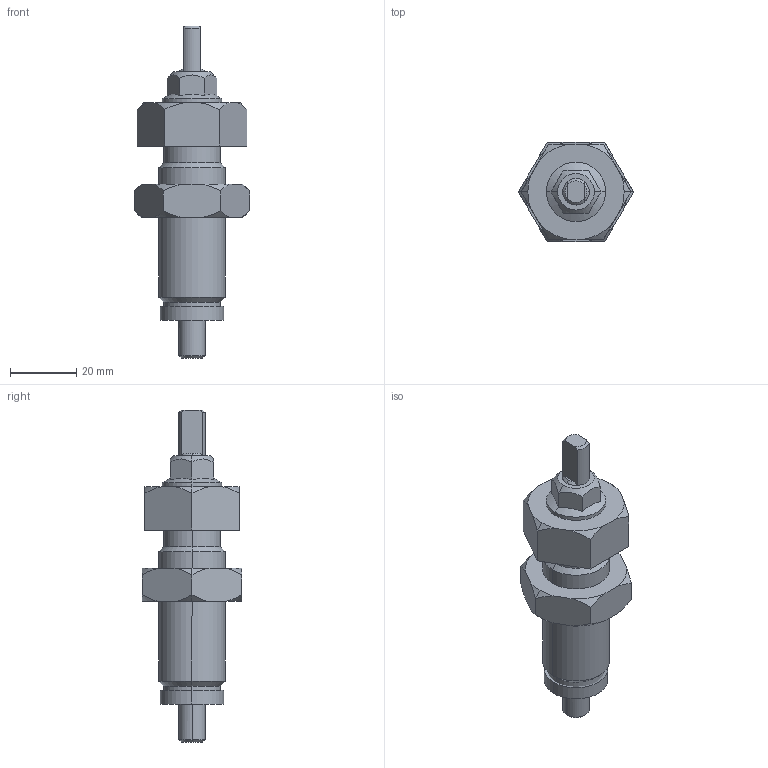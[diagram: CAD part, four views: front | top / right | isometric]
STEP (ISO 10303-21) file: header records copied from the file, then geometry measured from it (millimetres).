
FILE_DESCRIPTION((''),'2;1');
FILE_NAME('2050FA.stp','2000-12-04T11:31:41',(''),(''),'AutoCAD STEP 2000','AutoCAD 2000',', , ');
FILE_SCHEMA(('CONFIG_CONTROL_DESIGN'));
Length unit declared in the file: millimetre
Bounding box: 34.64 x 30 x 100 mm (x, y, z)
Volume: 31144.4 mm3; surface area: 14240.1 mm2
Topology: 5 solids, 7 shells, 123 faces, 298 edges, 188 vertices
Faces by surface type: plane 59, cone 32, cylinder 20, bspline 10, sphere 2
Entity records: 3751 total; most frequent: CARTESIAN_POINT 910, ORIENTED_EDGE 596, DIRECTION 552, EDGE_CURVE 298, AXIS2_PLACEMENT_3D 196, VERTEX_POINT 188, VECTOR 160, LINE 160
